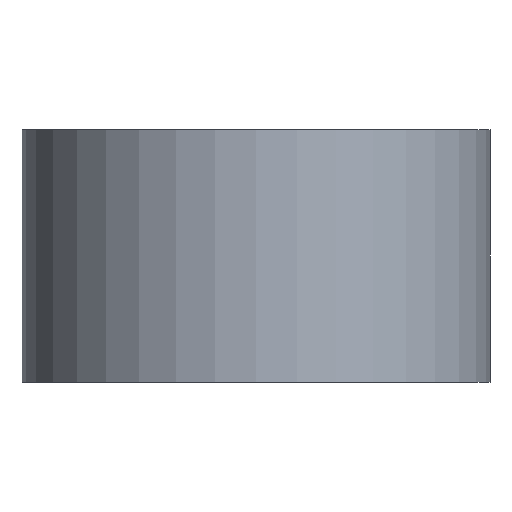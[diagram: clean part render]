
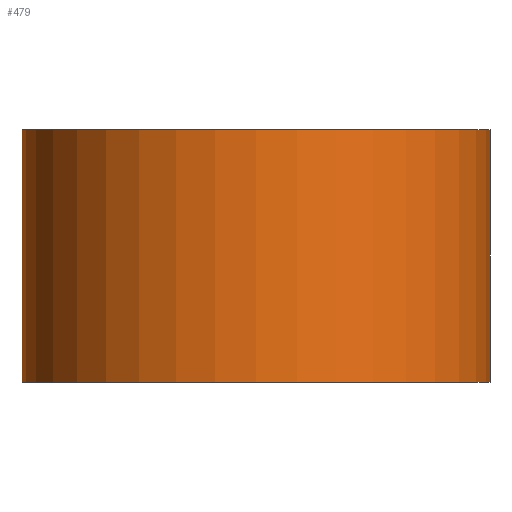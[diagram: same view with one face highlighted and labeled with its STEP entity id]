
A CAD part, front view. The second image highlights one B-rep face of the part: STEP entity #479.
In plain terms, the highlighted cylindrical face has radius 14.707 mm (diameter 29.413 mm), a partial arc.
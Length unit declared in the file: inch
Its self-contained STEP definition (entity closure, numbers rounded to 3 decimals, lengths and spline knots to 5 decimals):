
#10 = ORIENTED_EDGE ( 'NONE', *, *, #60, .T. ) ;
#16 = CARTESIAN_POINT ( 'NONE',  ( 0.531, -0.952, 0.3125 ) ) ;
#20 = CYLINDRICAL_SURFACE ( 'NONE', #437, 0.579 ) ;
#31 = EDGE_CURVE ( 'NONE', #194, #362, #342, .T. ) ;
#34 = EDGE_CURVE ( 'NONE', #524, #84, #354, .T. ) ;
#42 = DIRECTION ( 'NONE',  ( 0., 0., -1. ) ) ;
#60 = EDGE_CURVE ( 'NONE', #84, #362, #347, .T. ) ;
#66 = VECTOR ( 'NONE', #177, 39.37008 ) ;
#69 = CARTESIAN_POINT ( 'NONE',  ( -0.048, -1.531, 0.3125 ) ) ;
#74 = ORIENTED_EDGE ( 'NONE', *, *, #31, .F. ) ;
#84 = VERTEX_POINT ( 'NONE', #394 ) ;
#97 = CARTESIAN_POINT ( 'NONE',  ( 0.531, -1.531, 0.3125 ) ) ;
#103 = DIRECTION ( 'NONE',  ( 0., 0., -1. ) ) ;
#140 = DIRECTION ( 'NONE',  ( 1., 0., 0. ) ) ;
#165 = DIRECTION ( 'NONE',  ( 1., 0., 0. ) ) ;
#177 = DIRECTION ( 'NONE',  ( 0., 0., -1. ) ) ;
#190 = DIRECTION ( 'NONE',  ( 0., 0., -1. ) ) ;
#194 = VERTEX_POINT ( 'NONE', #411 ) ;
#231 = CARTESIAN_POINT ( 'NONE',  ( 0.531, -0.952, 0.3125 ) ) ;
#235 = LINE ( 'NONE', #231, #66 ) ;
#240 = CARTESIAN_POINT ( 'NONE',  ( -0.048, -1.531, -0.3125 ) ) ;
#241 = CARTESIAN_POINT ( 'NONE',  ( 0.531, -1.531, -0.3125 ) ) ;
#249 = DIRECTION ( 'NONE',  ( 0., 0., -1. ) ) ;
#269 = VECTOR ( 'NONE', #190, 39.37008 ) ;
#336 = EDGE_LOOP ( 'NONE', ( #74, #398, #545, #10 ) ) ;
#342 = CIRCLE ( 'NONE', #516, 0.579 ) ;
#347 = LINE ( 'NONE', #69, #269 ) ;
#354 = CIRCLE ( 'NONE', #491, 0.579 ) ;
#360 = EDGE_CURVE ( 'NONE', #524, #194, #235, .T. ) ;
#362 = VERTEX_POINT ( 'NONE', #240 ) ;
#377 = DIRECTION ( 'NONE',  ( -1., 0., 0. ) ) ;
#394 = CARTESIAN_POINT ( 'NONE',  ( -0.048, -1.531, 0.3125 ) ) ;
#398 = ORIENTED_EDGE ( 'NONE', *, *, #360, .F. ) ;
#411 = CARTESIAN_POINT ( 'NONE',  ( 0.531, -0.952, -0.3125 ) ) ;
#424 = CARTESIAN_POINT ( 'NONE',  ( 0.531, -1.531, 0.3125 ) ) ;
#437 = AXIS2_PLACEMENT_3D ( 'NONE', #424, #249, #377 ) ;
#479 = ADVANCED_FACE ( 'NONE', ( #497 ), #20, .T. ) ;
#491 = AXIS2_PLACEMENT_3D ( 'NONE', #97, #103, #165 ) ;
#497 = FACE_OUTER_BOUND ( 'NONE', #336, .T. ) ;
#516 = AXIS2_PLACEMENT_3D ( 'NONE', #241, #42, #140 ) ;
#524 = VERTEX_POINT ( 'NONE', #16 ) ;
#545 = ORIENTED_EDGE ( 'NONE', *, *, #34, .T. ) ;
